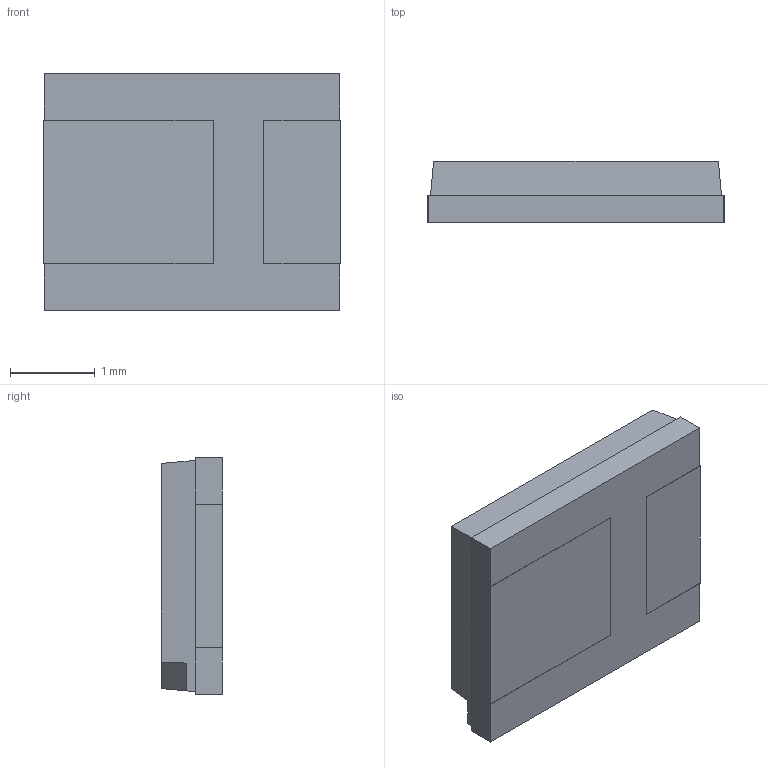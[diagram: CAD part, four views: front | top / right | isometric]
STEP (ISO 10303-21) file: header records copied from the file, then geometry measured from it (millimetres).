
FILE_DESCRIPTION (( 'STEP AP214' ), '1' );
FILE_NAME ('100BECCA-5285-4548-BFE0-ED51929898C3.STEP', '2022-11-24T02:32:57', ( '' ), ( '' ), 'SwSTEP 2.0', 'SolidWorks 2022', '' );
FILE_SCHEMA (( 'AUTOMOTIVE_DESIGN' ));
Length unit declared in the file: millimetre
Products named in the file (1): 100BECCA-5285-4548-BFE0-ED51929898C3
Bounding box: 3.51 x 0.72 x 2.8 mm (x, y, z)
Volume: 6.3 mm3; surface area: 28.3 mm2
Topology: 1 solids, 1 shells, 34 faces, 90 edges, 60 vertices
Faces by surface type: plane 26, cylinder 8
Entity records: 1420 total; most frequent: CARTESIAN_POINT 209, ORIENTED_EDGE 180, DIRECTION 152, EDGE_CURVE 90, VECTOR 82, LINE 82, VERTEX_POINT 60, EDGE_LOOP 36
